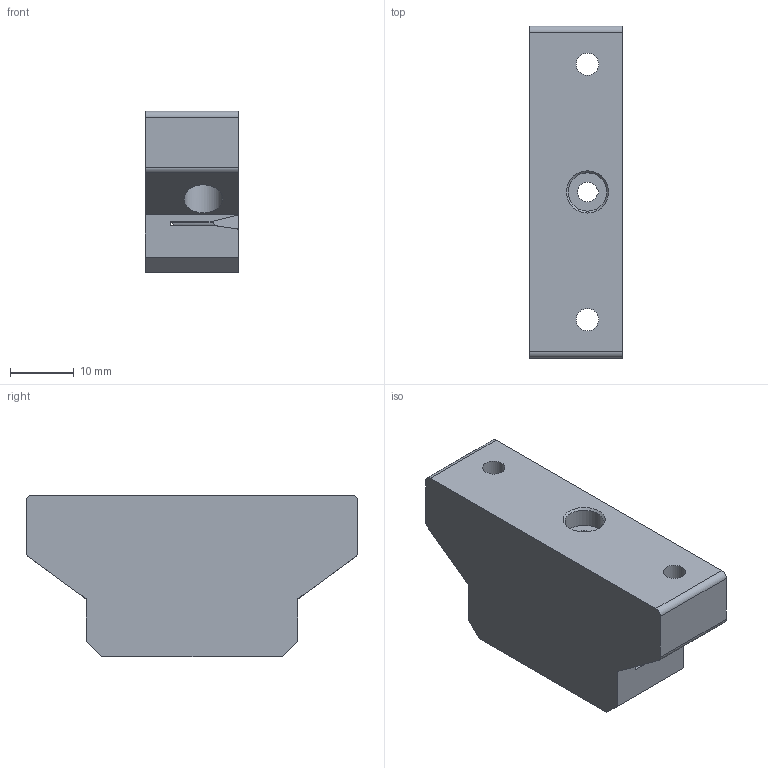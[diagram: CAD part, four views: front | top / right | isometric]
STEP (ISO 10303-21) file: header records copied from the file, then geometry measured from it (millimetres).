
FILE_DESCRIPTION(/* description */ (''),/* implementation_level */ '2;1');
FILE_NAME(/* name */ 'MB-Z10.y-axis.MB-y-belt-holder.y_belt_holder.step',/* time_stamp */ '2023-03-31T22:41:52+02:00',/* author */ (''),/* organization */ (''),/* preprocessor_version */ 'ST-DEVELOPER v19.2',/* originating_system */ 'Autodesk Translation Framework v11.17.0.187',/* authorisation */ '');
FILE_SCHEMA (('AUTOMOTIVE_DESIGN { 1 0 10303 214 3 1 1 }'));
Length unit declared in the file: millimetre
Products named in the file (2): MB-y-belt-holder; y_belt_holder
Assembly tree (1 placements, depth 2):
  MB-y-belt-holder
    y_belt_holder
Bounding box: 14.6 x 52 x 25.34 mm (x, y, z)
Volume: 13352.4 mm3; surface area: 6548.3 mm2
Topology: 1 solids, 3 shells, 164 faces, 445 edges, 291 vertices
Faces by surface type: plane 142, cylinder 20, cone 2
Full cylindrical faces by diameter (mm): 3.5 x2, 6 x3
Entity records: 5204 total; most frequent: CARTESIAN_POINT 956, ORIENTED_EDGE 890, DIRECTION 818, EDGE_CURVE 445, LINE 398, VECTOR 398, VERTEX_POINT 291, AXIS2_PLACEMENT_3D 210
